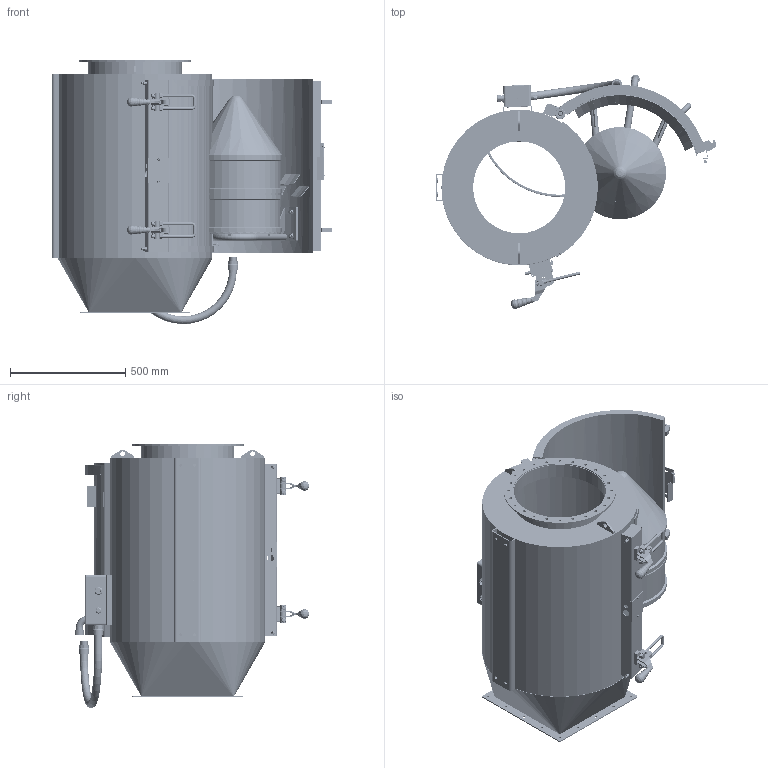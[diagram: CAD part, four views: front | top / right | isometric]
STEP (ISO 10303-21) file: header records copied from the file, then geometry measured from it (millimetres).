
FILE_DESCRIPTION(/* description */ (''),/* implementation_level */ '2;1');
FILE_NAME(/* name */ 'SPAE000065 - Customer.stp',/* time_stamp */ '2014-02-18T09:57:02+01:00',/* author */ ('bs'),/* organization */ (''),/* preprocessor_version */ 'ST-DEVELOPER v15.2',/* originating_system */ 'Autodesk Inventor 2014',/* authorisation */ '');
FILE_SCHEMA (('AUTOMOTIVE_DESIGN { 1 0 10303 214 3 1 1 }'));
Products named in the file (1): SPAE000065 - Customer
Bounding box: 1220.35 x 1019.34 x 1147.94 mm (x, y, z)
Volume: 34119259.3 mm3; surface area: 11225689.3 mm2
Topology: 44 solids, 48 shells, 8042 faces, 20895 edges, 13472 vertices
Faces by surface type: plane 4711, bspline 1452, cylinder 1179, cone 498, torus 181, sphere 21
Full cylindrical faces by diameter (mm): 2 x8, 2.459 x2, 3.242 x6, 3.3 x2, 3.5 x4, 4 x1, 4.917 x20, 5 x2, 6 x6, 6.5 x4, 7.5 x4, 8 x10, 8.2 x2, 8.4 x2, 10 x32, 10.106 x6, 11.053 x3, 11.459 x1, 11.5 x16, 11.6 x4, 12 x43, 12.4 x1, 13 x27, 13.5 x18, 14 x13, 14.376 x1, 14.5 x4, 16 x7, 17.2 x2, 18 x12
Entity records: 286512 total; most frequent: CARTESIAN_POINT 95049, ORIENTED_EDGE 40312, DIRECTION 32691, EDGE_CURVE 20016, VERTEX_POINT 13192, LINE 12781, VECTOR 12781, AXIS2_PLACEMENT_3D 9955
